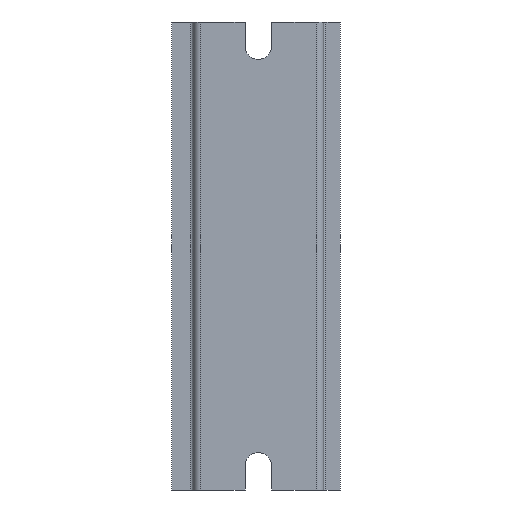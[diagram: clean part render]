
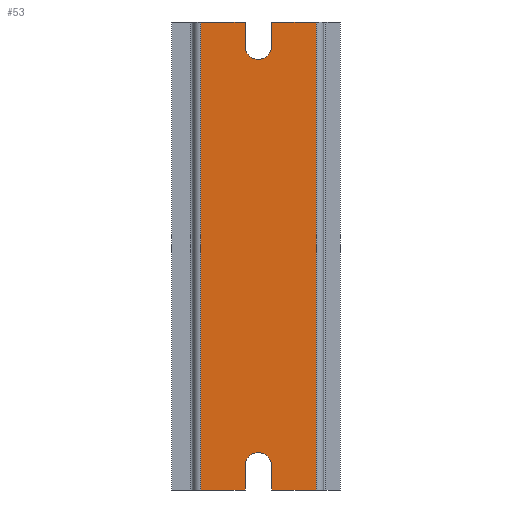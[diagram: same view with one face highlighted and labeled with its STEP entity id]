
A CAD part, left-side view. The second image highlights one B-rep face of the part: STEP entity #53.
In plain terms, the highlighted planar face has unit normal (-1, 0, 0).
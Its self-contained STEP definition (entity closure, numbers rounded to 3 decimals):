
#53=ADVANCED_FACE('',(#93),#94,.T.);
#93=FACE_OUTER_BOUND('',#157,.T.);
#94=PLANE('',#158);
#157=EDGE_LOOP('',(#282,#283,#284,#285,#286,#287,#288,#289,#290,#291,#292,#293,#294,#295));
#158=AXIS2_PLACEMENT_3D('',#296,#297,#298);
#282=ORIENTED_EDGE('',*,*,#529,.F.);
#283=ORIENTED_EDGE('',*,*,#530,.F.);
#284=ORIENTED_EDGE('',*,*,#531,.T.);
#285=ORIENTED_EDGE('',*,*,#503,.T.);
#286=ORIENTED_EDGE('',*,*,#532,.T.);
#287=ORIENTED_EDGE('',*,*,#484,.T.);
#288=ORIENTED_EDGE('',*,*,#533,.T.);
#289=ORIENTED_EDGE('',*,*,#515,.F.);
#290=ORIENTED_EDGE('',*,*,#501,.T.);
#291=ORIENTED_EDGE('',*,*,#534,.F.);
#292=ORIENTED_EDGE('',*,*,#535,.F.);
#293=ORIENTED_EDGE('',*,*,#536,.T.);
#294=ORIENTED_EDGE('',*,*,#527,.T.);
#295=ORIENTED_EDGE('',*,*,#490,.T.);
#296=CARTESIAN_POINT('',(0.0,13.5,-48.5));
#297=DIRECTION('',(-1.0,0.0,0.0));
#298=DIRECTION('',(0.0,0.0,1.0));
#484=EDGE_CURVE('',#576,#573,#577,.T.);
#490=EDGE_CURVE('',#582,#586,#588,.T.);
#501=EDGE_CURVE('',#610,#608,#611,.T.);
#503=EDGE_CURVE('',#613,#614,#615,.T.);
#515=EDGE_CURVE('',#610,#637,#638,.T.);
#527=EDGE_CURVE('',#656,#582,#657,.T.);
#529=EDGE_CURVE('',#659,#586,#660,.T.);
#530=EDGE_CURVE('',#661,#659,#662,.T.);
#531=EDGE_CURVE('',#661,#613,#663,.T.);
#532=EDGE_CURVE('',#614,#576,#664,.T.);
#533=EDGE_CURVE('',#573,#637,#665,.T.);
#534=EDGE_CURVE('',#666,#608,#667,.T.);
#535=EDGE_CURVE('',#668,#666,#669,.T.);
#536=EDGE_CURVE('',#668,#656,#670,.T.);
#573=VERTEX_POINT('',#723);
#576=VERTEX_POINT('',#727);
#577=CIRCLE('',#728,2.75);
#582=VERTEX_POINT('',#734);
#586=VERTEX_POINT('',#739);
#588=CIRCLE('',#742,2.75);
#608=VERTEX_POINT('',#768);
#610=VERTEX_POINT('',#770);
#611=LINE('',#771,#772);
#613=VERTEX_POINT('',#775);
#614=VERTEX_POINT('',#776);
#615=LINE('',#777,#778);
#637=VERTEX_POINT('',#807);
#638=LINE('',#808,#809);
#656=VERTEX_POINT('',#836);
#657=CIRCLE('',#837,2.75);
#659=VERTEX_POINT('',#840);
#660=LINE('',#841,#842);
#661=VERTEX_POINT('',#843);
#662=LINE('',#844,#845);
#663=LINE('',#846,#847);
#664=LINE('',#848,#849);
#665=CIRCLE('',#850,2.75);
#666=VERTEX_POINT('',#851);
#667=LINE('',#852,#853);
#668=VERTEX_POINT('',#854);
#669=LINE('',#855,#856);
#670=LINE('',#857,#858);
#723=CARTESIAN_POINT('',(0.0,0.,-40.75));
#727=CARTESIAN_POINT('',(0.0,2.75,-43.5));
#728=AXIS2_PLACEMENT_3D('',#940,#941,#942);
#734=CARTESIAN_POINT('',(0.0,0.,40.75));
#739=CARTESIAN_POINT('',(0.0,2.75,43.5));
#742=AXIS2_PLACEMENT_3D('',#952,#953,#954);
#768=CARTESIAN_POINT('',(0.0,-12.0,-48.5));
#770=CARTESIAN_POINT('',(0.0,-2.75,-48.5));
#771=CARTESIAN_POINT('',(0.0,-2.75,-48.5));
#772=VECTOR('',#973,9.25);
#775=CARTESIAN_POINT('',(0.0,12.0,-48.5));
#776=CARTESIAN_POINT('',(0.0,2.75,-48.5));
#777=CARTESIAN_POINT('',(0.0,12.0,-48.5));
#778=VECTOR('',#975,9.25);
#807=CARTESIAN_POINT('',(0.0,-2.75,-43.5));
#808=CARTESIAN_POINT('',(0.0,-2.75,-48.5));
#809=VECTOR('',#995,5.0);
#836=CARTESIAN_POINT('',(0.0,-2.75,43.5));
#837=AXIS2_PLACEMENT_3D('',#1011,#1012,#1013);
#840=CARTESIAN_POINT('',(0.0,2.75,48.5));
#841=CARTESIAN_POINT('',(0.0,2.75,48.5));
#842=VECTOR('',#1015,5.0);
#843=CARTESIAN_POINT('',(0.0,12.0,48.5));
#844=CARTESIAN_POINT('',(0.0,12.0,48.5));
#845=VECTOR('',#1016,9.25);
#846=CARTESIAN_POINT('',(0.0,12.0,48.5));
#847=VECTOR('',#1017,97.0);
#848=CARTESIAN_POINT('',(0.0,2.75,-48.5));
#849=VECTOR('',#1018,5.0);
#850=AXIS2_PLACEMENT_3D('',#1019,#1020,#1021);
#851=CARTESIAN_POINT('',(0.0,-12.0,48.5));
#852=CARTESIAN_POINT('',(0.0,-12.0,48.5));
#853=VECTOR('',#1022,97.0);
#854=CARTESIAN_POINT('',(0.0,-2.75,48.5));
#855=CARTESIAN_POINT('',(0.0,-2.75,48.5));
#856=VECTOR('',#1023,9.25);
#857=CARTESIAN_POINT('',(0.0,-2.75,48.5));
#858=VECTOR('',#1024,5.0);
#940=CARTESIAN_POINT('',(0.0,0.0,-43.5));
#941=DIRECTION('',(1.0,0.0,0.0));
#942=DIRECTION('',(0.0,1.0,0.0));
#952=CARTESIAN_POINT('',(0.0,0.0,43.5));
#953=DIRECTION('',(1.0,0.0,0.0));
#954=DIRECTION('',(0.0,-1.0,0.0));
#973=DIRECTION('',(0.0,-1.0,0.0));
#975=DIRECTION('',(0.0,-1.0,0.0));
#995=DIRECTION('',(0.0,0.0,1.0));
#1011=CARTESIAN_POINT('',(0.0,0.0,43.5));
#1012=DIRECTION('',(1.0,0.0,0.0));
#1013=DIRECTION('',(0.0,-1.0,0.0));
#1015=DIRECTION('',(0.0,0.0,-1.0));
#1016=DIRECTION('',(0.0,-1.0,0.0));
#1017=DIRECTION('',(0.0,0.0,-1.0));
#1018=DIRECTION('',(0.0,0.0,1.0));
#1019=CARTESIAN_POINT('',(0.0,0.0,-43.5));
#1020=DIRECTION('',(1.0,0.0,0.0));
#1021=DIRECTION('',(0.0,1.0,0.0));
#1022=DIRECTION('',(0.0,0.0,-1.0));
#1023=DIRECTION('',(0.0,-1.0,0.0));
#1024=DIRECTION('',(0.0,0.0,-1.0));
